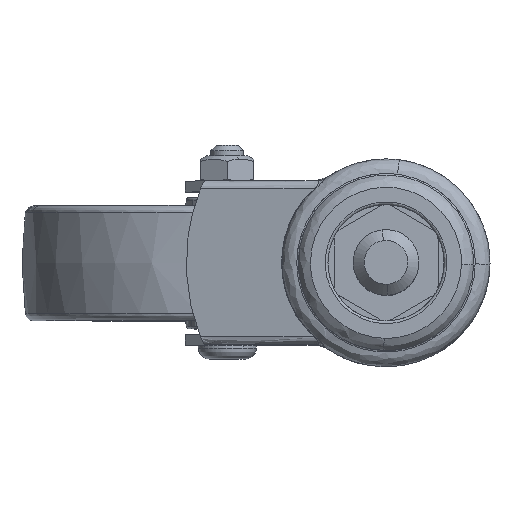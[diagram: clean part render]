
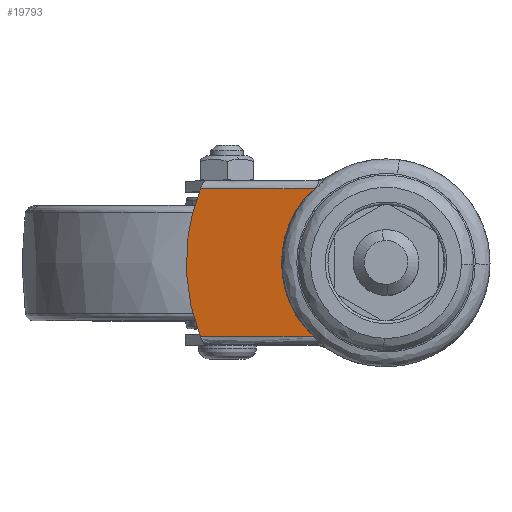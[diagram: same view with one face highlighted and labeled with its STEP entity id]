
A CAD part, top view. The second image highlights one B-rep face of the part: STEP entity #19793.
In plain terms, the highlighted free-form (B-spline) face has degree [1, 1] with [2, 2] control points.
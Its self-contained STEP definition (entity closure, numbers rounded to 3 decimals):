
#16239=CARTESIAN_POINT('',(15.891,13.5,46.568));
#16240=VERTEX_POINT('',#16239);
#16944=CARTESIAN_POINT('',(15.891,-13.5,46.568));
#16945=VERTEX_POINT('',#16944);
#16961=CARTESIAN_POINT('',(15.891,-13.5,46.568));
#16962=CARTESIAN_POINT('',(13.029,-11.032,46.064));
#16963=CARTESIAN_POINT('',(11.452,-7.404,45.786));
#16964=CARTESIAN_POINT('',(9.92,-3.88,45.515));
#16965=CARTESIAN_POINT('',(9.925,0.023,45.516));
#16966=CARTESIAN_POINT('',(9.929,3.916,45.517));
#16967=CARTESIAN_POINT('',(11.463,7.43,45.788));
#16968=CARTESIAN_POINT('',(12.227,9.179,45.922));
#16969=CARTESIAN_POINT('',(13.347,10.721,46.12));
#16970=CARTESIAN_POINT('',(14.485,12.287,46.32));
#16971=CARTESIAN_POINT('',(15.891,13.5,46.568));
#16972=B_SPLINE_CURVE_WITH_KNOTS('',2,(#16961,#16962,#16963,#16964,#16965,#16966,#16967,#16968,#16969,#16970,#16971),.UNSPECIFIED.,.F.,.U.,(3,2,2,2,2,3),(0.0,0.25,0.5,0.75,0.875,1.0),.UNSPECIFIED.);
#16973=EDGE_CURVE('',#16945,#16240,#16972,.T.);
#18580=CARTESIAN_POINT('',(-4.919,-13.5,42.899));
#18581=VERTEX_POINT('',#18580);
#18582=CARTESIAN_POINT('',(-4.919,-13.5,42.899));
#18583=CARTESIAN_POINT('',(15.891,-13.5,46.568));
#18584=QUASI_UNIFORM_CURVE('',1,(#18582,#18583),.UNSPECIFIED.,.F.,.U.);
#18585=EDGE_CURVE('',#18581,#16945,#18584,.T.);
#18907=CARTESIAN_POINT('',(-4.919,13.5,42.899));
#18908=VERTEX_POINT('',#18907);
#18938=CARTESIAN_POINT('',(15.891,13.5,46.568));
#18939=CARTESIAN_POINT('',(-4.919,13.5,42.899));
#18940=QUASI_UNIFORM_CURVE('',1,(#18938,#18939),.UNSPECIFIED.,.F.,.U.);
#18941=EDGE_CURVE('',#16240,#18908,#18940,.T.);
#19733=CARTESIAN_POINT('',(-4.919,-13.5,42.899));
#19734=CARTESIAN_POINT('',(-10.283,0.,41.953));
#19735=CARTESIAN_POINT('',(-4.919,13.5,42.899));
#19743=(BOUNDED_CURVE()B_SPLINE_CURVE(2,(#19733,#19734,#19735),.UNSPECIFIED.,.F.,.U.)CURVE()GEOMETRIC_REPRESENTATION_ITEM()QUASI_UNIFORM_CURVE()RATIONAL_B_SPLINE_CURVE((1.0,0.927,1.0))REPRESENTATION_ITEM(''));
#19744=EDGE_CURVE('',#18581,#18908,#19743,.T.);
#19782=CARTESIAN_POINT('',(17.06,-14.849,46.774));
#19783=CARTESIAN_POINT('',(-8.668,-14.849,42.238));
#19784=CARTESIAN_POINT('',(17.06,14.849,46.774));
#19785=CARTESIAN_POINT('',(-8.668,14.849,42.238));
#19786=B_SPLINE_SURFACE_WITH_KNOTS('',1,1,((#19782,#19784),(#19783,#19785)),.UNSPECIFIED.,.F.,.F.,.U.,(2,2),(2,2),(0.0,26.125),(0.0,29.697),.UNSPECIFIED.);
#19787=ORIENTED_EDGE('',*,*,#18585,.T.);
#19788=ORIENTED_EDGE('',*,*,#16973,.T.);
#19789=ORIENTED_EDGE('',*,*,#18941,.T.);
#19790=ORIENTED_EDGE('',*,*,#19744,.F.);
#19791=EDGE_LOOP('',(#19787,#19788,#19789,#19790));
#19792=FACE_OUTER_BOUND('',#19791,.T.);
#19793=ADVANCED_FACE('',(#19792),#19786,.F.);
